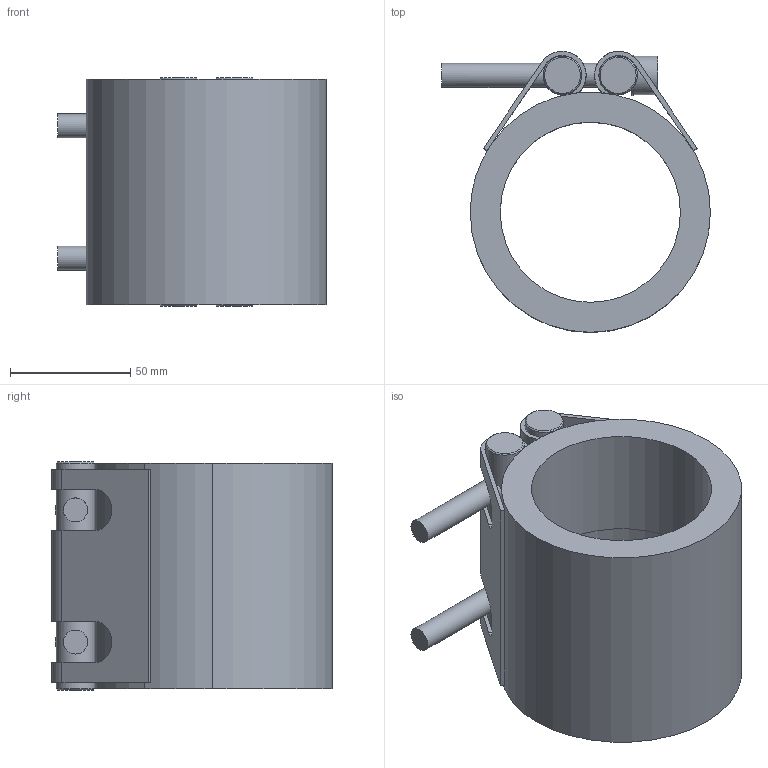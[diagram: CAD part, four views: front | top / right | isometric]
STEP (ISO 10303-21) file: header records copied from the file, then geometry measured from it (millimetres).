
FILE_DESCRIPTION(/* description */ (''),/* implementation_level */ '2;1');
FILE_NAME(/* name */ 'STRAUB COMBI-GRIP 75.0-76.1 ES.stp',/* time_stamp */ '2020-01-03T11:15:35+01:00',/* author */ ('LK_9K'),/* organization */ (''),/* preprocessor_version */ 'ST-DEVELOPER v18',/* originating_system */ 'Autodesk Inventor 2020',/* authorisation */ '');
FILE_SCHEMA (('AUTOMOTIVE_DESIGN { 1 0 10303 214 3 1 1 }'));
Length unit declared in the file: millimetre
Products named in the file (1): STRAUB COMBI-GRIP 75.0-76.1 ES
Bounding box: 111.92 x 117 x 95 mm (x, y, z)
Volume: 384199.2 mm3; surface area: 94432.7 mm2
Topology: 2 solids, 2 shells, 101 faces, 305 edges, 205 vertices
Faces by surface type: plane 61, cylinder 36, cone 4
Full cylindrical faces by diameter (mm): 10 x4, 16 x4, 75 x1, 76.1 x1
Entity records: 3887 total; most frequent: CARTESIAN_POINT 1054, ORIENTED_EDGE 612, DIRECTION 561, EDGE_CURVE 306, VERTEX_POINT 205, AXIS2_PLACEMENT_3D 194, LINE 173, VECTOR 173
